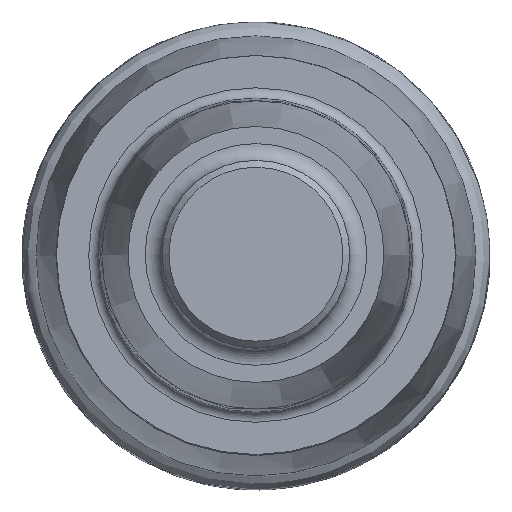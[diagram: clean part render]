
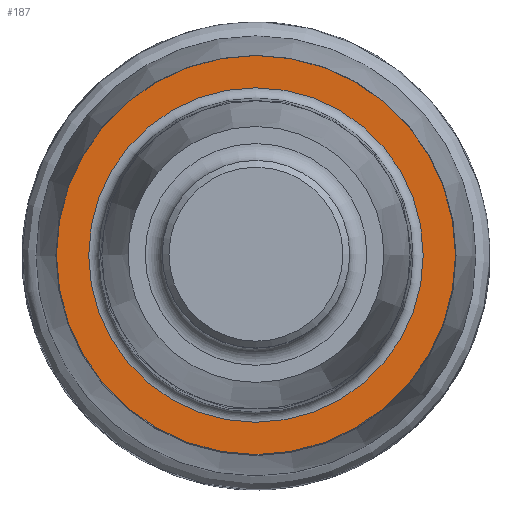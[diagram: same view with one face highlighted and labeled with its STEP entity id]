
A CAD part, top view. The second image highlights one B-rep face of the part: STEP entity #187.
In plain terms, the highlighted planar face has unit normal (0, 0, 1).
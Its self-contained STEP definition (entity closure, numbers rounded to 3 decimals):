
#158=PLANE('',#626);
#187=ADVANCED_FACE('',(#242,#243),#158,.F.);
#242=FACE_BOUND('',#288,.T.);
#243=FACE_BOUND('',#289,.T.);
#288=EDGE_LOOP('',(#358));
#289=EDGE_LOOP('',(#359));
#358=ORIENTED_EDGE('',*,*,#476,.T.);
#359=ORIENTED_EDGE('',*,*,#474,.F.);
#435=VERTEX_POINT('',#1023);
#437=VERTEX_POINT('',#1034);
#474=EDGE_CURVE('',#435,#435,#508,.T.);
#476=EDGE_CURVE('',#437,#437,#510,.T.);
#508=CIRCLE('',#621,5.85);
#510=CIRCLE('',#625,4.904);
#621=AXIS2_PLACEMENT_3D('',#1022,#726,#727);
#625=AXIS2_PLACEMENT_3D('',#1033,#735,#736);
#626=AXIS2_PLACEMENT_3D('',#1035,#737,#738);
#726=DIRECTION('',(0.,0.,-1.));
#727=DIRECTION('',(-1.,0.,0.));
#735=DIRECTION('',(0.,0.,-1.));
#736=DIRECTION('',(-1.,0.,0.));
#737=DIRECTION('',(0.,0.,-1.));
#738=DIRECTION('',(-1.,0.,0.));
#1022=CARTESIAN_POINT('',(0.,0.,0.));
#1023=CARTESIAN_POINT('',(-5.85,0.,0.));
#1033=CARTESIAN_POINT('',(0.,0.,0.));
#1034=CARTESIAN_POINT('',(-4.904,0.,0.));
#1035=CARTESIAN_POINT('',(-4.615,0.,0.));
